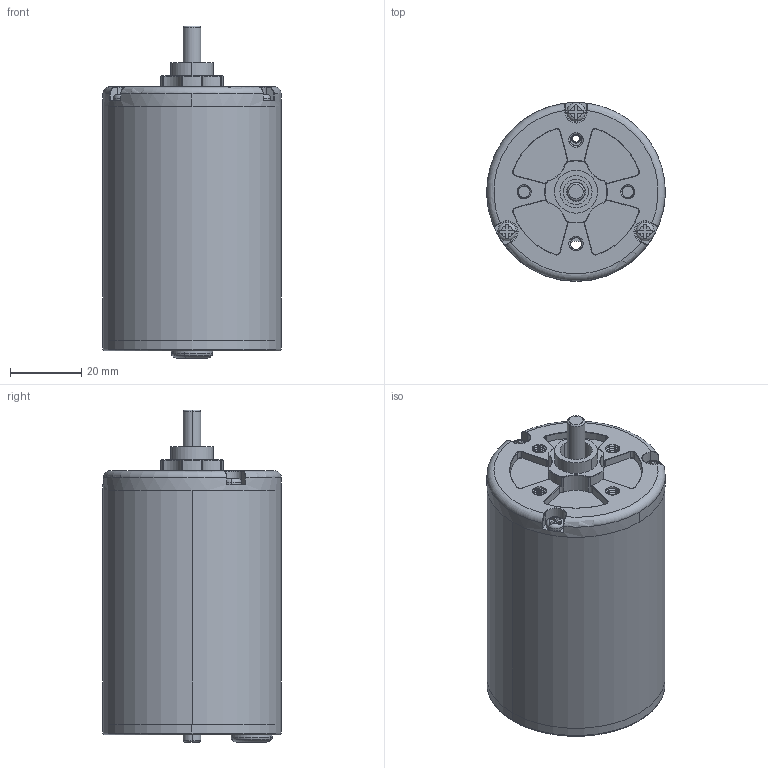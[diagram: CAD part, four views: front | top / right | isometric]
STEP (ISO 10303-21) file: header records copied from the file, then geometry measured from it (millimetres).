
FILE_DESCRIPTION (( 'STEP AP203' ), '1' );
FILE_NAME ('BL5074-3d.STEP', '2024-07-12T09:22:42', ( 'China' ), ( 'Home' ), 'SwSTEP 2.0', 'SolidWorks 2020', '' );
FILE_SCHEMA (( 'CONFIG_CONTROL_DESIGN' ));
Length unit declared in the file: millimetre
Products named in the file (8): 5-93粣; 誘盄杶; M3-70蹟佪; 625zz; 5074綴裔; 5074俋褲; 5074ヶ裔; BL5074-3d
Assembly tree (10 placements, depth 2):
  BL5074-3d
    5074俋褲
    5074ヶ裔
    625zz  x2
    5074綴裔
    5-93粣
    誘盄杶
    M3-70蹟佪  x3
Bounding box: 50 x 50 x 93 mm (x, y, z)
Volume: 36895.1 mm3; surface area: 37949.2 mm2
Topology: 10 solids, 10 shells, 793 faces, 2103 edges, 1345 vertices
Faces by surface type: cylinder 506, plane 132, torus 88, bspline 49, cone 18
Entity records: 38759 total; most frequent: CARTESIAN_POINT 23791, ORIENTED_EDGE 3302, DIRECTION 2688, EDGE_CURVE 1651, AXIS2_PLACEMENT_3D 1063, VERTEX_POINT 1053, EDGE_LOOP 670, FACE_OUTER_BOUND 621
